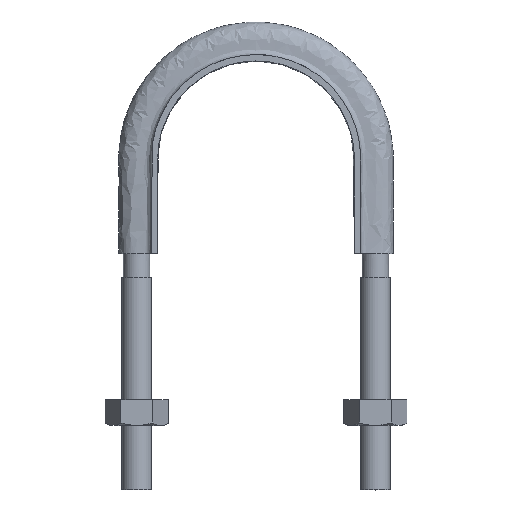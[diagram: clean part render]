
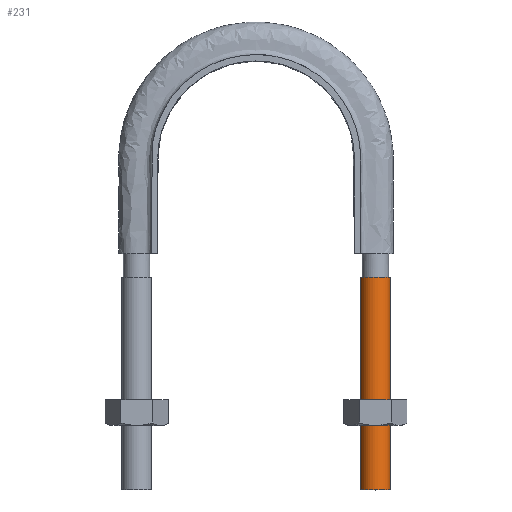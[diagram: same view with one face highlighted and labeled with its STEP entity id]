
A CAD part, top view. The second image highlights one B-rep face of the part: STEP entity #231.
In plain terms, the highlighted cylindrical face has radius 4.6 mm (diameter 9.2 mm), a full revolution.
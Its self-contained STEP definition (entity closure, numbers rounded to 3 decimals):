
#231 = ADVANCED_FACE( '', ( #326, #327 ), #328, .T. );
#326 = FACE_OUTER_BOUND( '', #1323, .T. );
#327 = FACE_OUTER_BOUND( '', #1324, .T. );
#328 = CYLINDRICAL_SURFACE( '', #1325, 4.6 );
#1323 = EDGE_LOOP( '', ( #1569 ) );
#1324 = EDGE_LOOP( '', ( #1570 ) );
#1325 = AXIS2_PLACEMENT_3D( '', #1571, #1572, #1573 );
#1569 = ORIENTED_EDGE( '', *, *, #2047, .T. );
#1570 = ORIENTED_EDGE( '', *, *, #2048, .F. );
#1571 = CARTESIAN_POINT( '', ( 37., 66., 0. ) );
#1572 = DIRECTION( '', ( 0., 1., 0. ) );
#1573 = DIRECTION( '', ( 1., 0., 0. ) );
#2047 = EDGE_CURVE( '', #2225, #2225, #2226, .T. );
#2048 = EDGE_CURVE( '', #2227, #2227, #2228, .T. );
#2225 = VERTEX_POINT( '', #2722 );
#2226 = CIRCLE( '', #2723, 4.6 );
#2227 = VERTEX_POINT( '', #2724 );
#2228 = CIRCLE( '', #2725, 4.6 );
#2722 = CARTESIAN_POINT( '', ( 41.6, 66., 0. ) );
#2723 = AXIS2_PLACEMENT_3D( '', #3128, #3129, #3130 );
#2724 = CARTESIAN_POINT( '', ( 41.6, 0., 0. ) );
#2725 = AXIS2_PLACEMENT_3D( '', #3131, #3132, #3133 );
#3128 = CARTESIAN_POINT( '', ( 37., 66., 0. ) );
#3129 = DIRECTION( '', ( 0., -1., 0. ) );
#3130 = DIRECTION( '', ( 1., 0., 0. ) );
#3131 = CARTESIAN_POINT( '', ( 37., 0., 0. ) );
#3132 = DIRECTION( '', ( 0., -1., 0. ) );
#3133 = DIRECTION( '', ( 1., 0., 0. ) );
